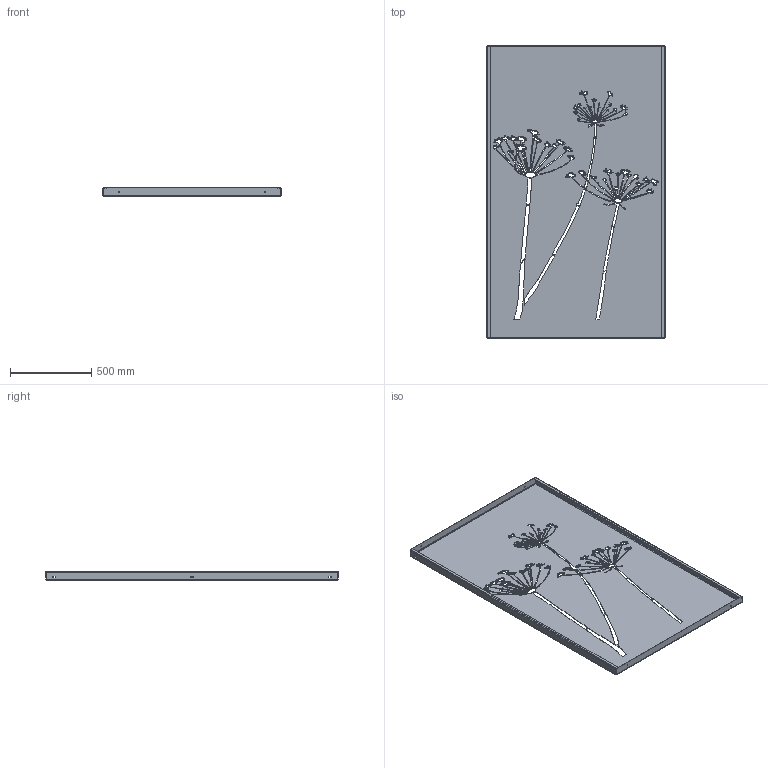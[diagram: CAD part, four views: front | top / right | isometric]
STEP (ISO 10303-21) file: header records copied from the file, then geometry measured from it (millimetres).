
FILE_DESCRIPTION (( 'STEP AP203' ), '1' );
FILE_NAME ('APN04.STEP', '2019-10-18T08:54:04', ( '' ), ( '' ), 'SwSTEP 2.0', 'SolidWorks 2019', '' );
FILE_SCHEMA (( 'CONFIG_CONTROL_DESIGN' ));
Length unit declared in the file: millimetre
Products named in the file (1): APN04
Bounding box: 1100 x 1800 x 50 mm (x, y, z)
Volume: 6434859 mm3; surface area: 4401140.7 mm2
Topology: 1 solids, 1 shells, 875 faces, 2573 edges, 1700 vertices
Faces by surface type: bspline 703, plane 90, cylinder 82
Entity records: 50552 total; most frequent: CARTESIAN_POINT 31678, ORIENTED_EDGE 5146, EDGE_CURVE 2573, VERTEX_POINT 1700, DIRECTION 1655, B_SPLINE_CURVE_WITH_KNOTS 1412, EDGE_LOOP 1031, LINE 1013
